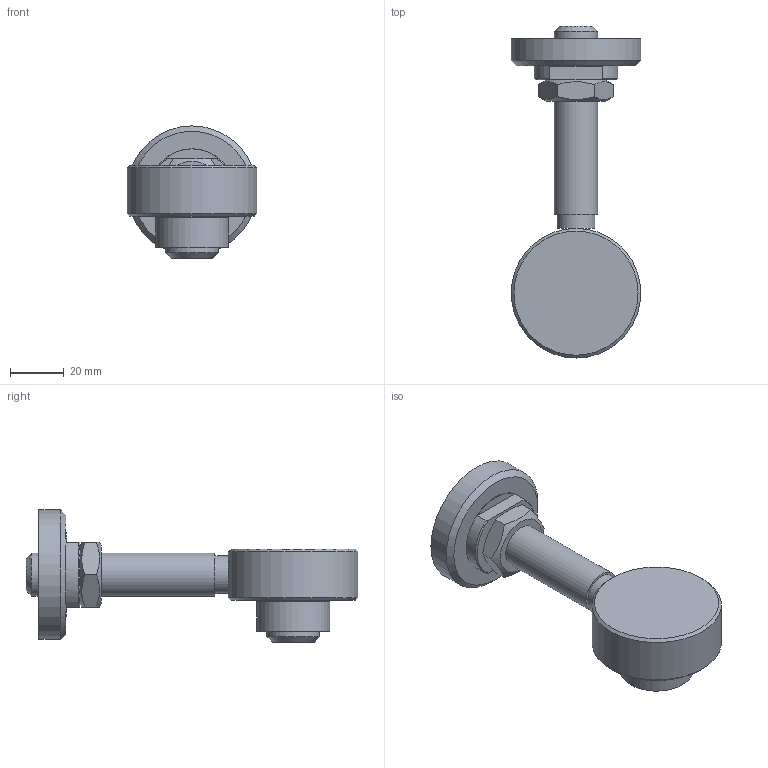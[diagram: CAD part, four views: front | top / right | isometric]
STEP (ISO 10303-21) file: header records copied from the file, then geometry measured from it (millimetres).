
FILE_DESCRIPTION(('STEP AP203'), '1');
FILE_NAME('ÐË884.01.00.000 Ïåòëÿ âåðõíÿÿ (ÎÁ)', '2015-09-30T08:52:03', (''), (''), 'ASCON STEP Converter 1.3', 'ASCON Math Kernel', '');
FILE_SCHEMA(('CONFIG_CONTROL_DESIGN'));
Length unit declared in the file: millimetre
Products named in the file (1): 倓884.01.00.00019
Bounding box: 48 x 123 x 49 mm (x, y, z)
Volume: 67647.2 mm3; surface area: 24376.6 mm2
Topology: 1 solids, 6 shells, 81 faces, 149 edges, 95 vertices
Faces by surface type: plane 37, cylinder 27, cone 11, torus 6
Full cylindrical faces by diameter (mm): 1 x1, 10 x1, 14 x1, 16 x3, 17 x2, 19.5 x1, 21.6 x2, 22 x1, 23.21 x2, 27 x1, 31 x2, 33.79 x2, 34 x1, 35 x1, 35.4 x2, 40 x2, 48 x2
Entity records: 2361 total; most frequent: CARTESIAN_POINT 836, DIRECTION 328, ORIENTED_EDGE 212, AXIS2_PLACEMENT_3D 157, EDGE_LOOP 146, EDGE_CURVE 106, VERTEX_POINT 94, ADVANCED_FACE 81
